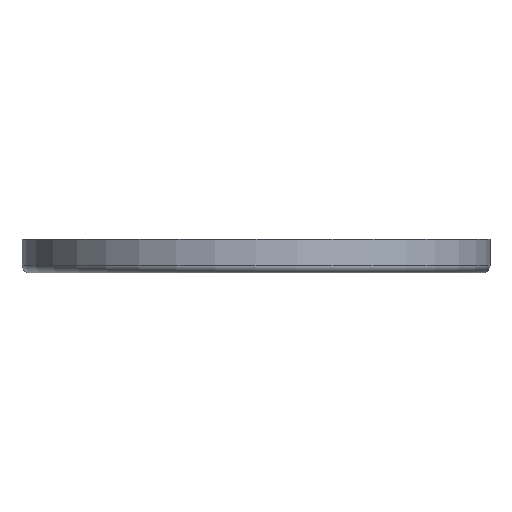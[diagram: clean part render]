
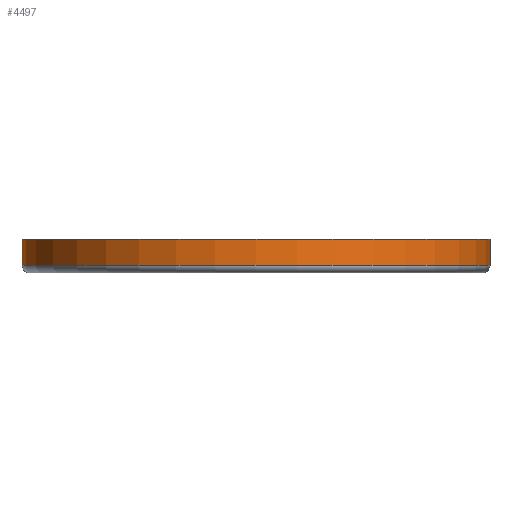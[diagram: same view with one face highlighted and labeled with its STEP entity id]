
A CAD part, front view. The second image highlights one B-rep face of the part: STEP entity #4497.
In plain terms, the highlighted cylindrical face has radius 125 mm (diameter 250 mm), a full revolution.
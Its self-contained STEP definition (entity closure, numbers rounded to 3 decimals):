
#33=CYLINDRICAL_SURFACE('',#4737,125.);
#71=CIRCLE('',#4735,125.);
#73=CIRCLE('',#4738,125.);
#494=FACE_OUTER_BOUND('',#794,.T.);
#794=EDGE_LOOP('',(#4080,#4081,#4082,#4083));
#1305=LINE('',#7653,#1809);
#1809=VECTOR('',#5694,125.);
#2223=VERTEX_POINT('',#7647);
#2224=VERTEX_POINT('',#7651);
#2845=EDGE_CURVE('',#2223,#2223,#71,.T.);
#2847=EDGE_CURVE('',#2224,#2224,#73,.T.);
#2848=EDGE_CURVE('',#2224,#2223,#1305,.T.);
#4080=ORIENTED_EDGE('',*,*,#2847,.F.);
#4081=ORIENTED_EDGE('',*,*,#2848,.T.);
#4082=ORIENTED_EDGE('',*,*,#2845,.F.);
#4083=ORIENTED_EDGE('',*,*,#2848,.F.);
#4497=ADVANCED_FACE('',(#494),#33,.T.);
#4735=AXIS2_PLACEMENT_3D('',#7648,#5686,#5687);
#4737=AXIS2_PLACEMENT_3D('',#7650,#5690,#5691);
#4738=AXIS2_PLACEMENT_3D('',#7652,#5692,#5693);
#5686=DIRECTION('center_axis',(0.,0.,-1.));
#5687=DIRECTION('ref_axis',(1.,0.,0.));
#5690=DIRECTION('center_axis',(0.,0.,1.));
#5691=DIRECTION('ref_axis',(1.,0.,0.));
#5692=DIRECTION('center_axis',(0.,0.,1.));
#5693=DIRECTION('ref_axis',(-1.,0.,0.));
#5694=DIRECTION('',(0.,0.,-1.));
#7647=CARTESIAN_POINT('',(-125.,0.,4.));
#7648=CARTESIAN_POINT('Origin',(0.,0.,4.));
#7650=CARTESIAN_POINT('Origin',(0.,0.,0.));
#7651=CARTESIAN_POINT('',(-125.,0.,18.));
#7652=CARTESIAN_POINT('Origin',(0.,0.,18.));
#7653=CARTESIAN_POINT('',(-125.,0.,0.));
